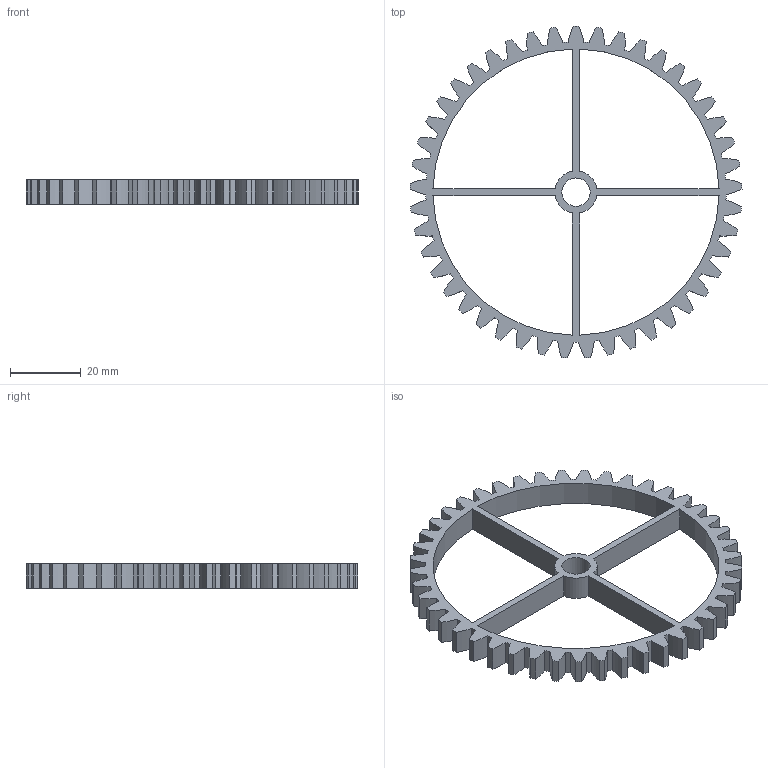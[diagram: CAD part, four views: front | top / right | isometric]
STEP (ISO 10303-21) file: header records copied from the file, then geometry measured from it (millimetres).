
FILE_DESCRIPTION(/* description */ (''),/* implementation_level */ '2;1');
FILE_NAME(/* name */ 'Straight Diagonal.stp',/* time_stamp */ '2024-11-10T21:23:08+01:00',/* author */ ('wszaf'),/* organization */ (''),/* preprocessor_version */ 'ST-DEVELOPER v20',/* originating_system */ 'Autodesk Inventor 2024',/* authorisation */ '');
FILE_SCHEMA (('AUTOMOTIVE_DESIGN { 1 0 10303 214 3 1 1 }'));
Length unit declared in the file: millimetre
Products named in the file (1): Diagonal Big
Bounding box: 93.99 x 93.93 x 7 mm (x, y, z)
Volume: 10581.5 mm3; surface area: 11058 mm2
Topology: 1 solids, 1 shells, 199 faces, 591 edges, 394 vertices
Faces by surface type: cylinder 189, plane 10
Full cylindrical faces by diameter (mm): 8 x1
Entity records: 6966 total; most frequent: DIRECTION 1369, CARTESIAN_POINT 1185, ORIENTED_EDGE 1182, EDGE_CURVE 591, AXIS2_PLACEMENT_3D 578, VERTEX_POINT 394, CIRCLE 378, LINE 213
